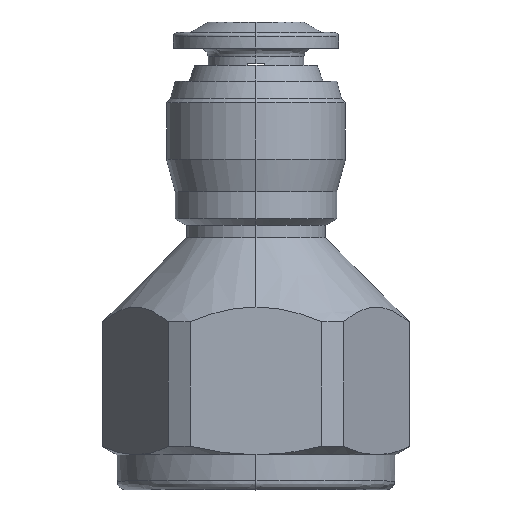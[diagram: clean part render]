
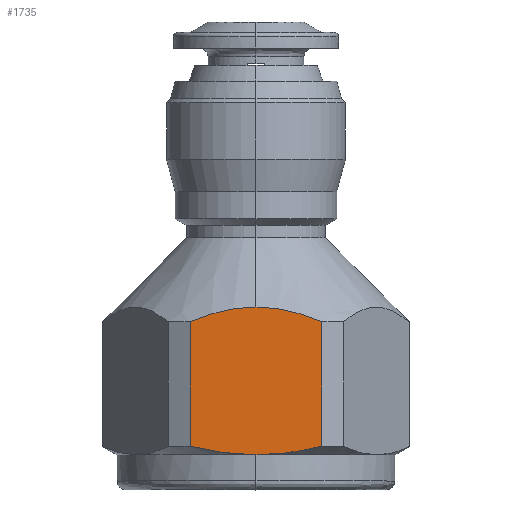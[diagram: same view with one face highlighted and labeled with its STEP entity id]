
A CAD part, top view. The second image highlights one B-rep face of the part: STEP entity #1735.
In plain terms, the highlighted free-form (B-spline) face has degree [1, 1] with [2, 2] control points.
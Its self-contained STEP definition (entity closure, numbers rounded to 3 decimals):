
#19 = EDGE_CURVE ( 'NONE', #2231, #2303, #1720, .T. ) ;
#35 = CARTESIAN_POINT ( 'NONE',  ( 3.785, 9.65, 8. ) ) ;
#100 = CARTESIAN_POINT ( 'NONE',  ( -1.136, 10.421, 8. ) ) ;
#114 = CARTESIAN_POINT ( 'NONE',  ( -3.785, 2.491, 8. ) ) ;
#121 = CARTESIAN_POINT ( 'NONE',  ( 0.324, 10.5, 8. ) ) ;
#133 = CARTESIAN_POINT ( 'NONE',  ( -0.407, 10.493, 8. ) ) ;
#146 = CARTESIAN_POINT ( 'NONE',  ( -2.98, 2.305, 8. ) ) ;
#165 = B_SPLINE_CURVE_WITH_KNOTS ( 'NONE', 3,
 ( #556, #1835, #2369, #2864, #2913, #2875, #1615, #1917, #615, #2632, #2132, #398, #897, #352, #1387, #861, #121, #1642 ),
 .UNSPECIFIED., .F., .F.,
 ( 4, 1, 1, 1, 1, 2, 2, 1, 1, 2, 2, 4 ),
 ( 0., 0.25, 0.375, 0.438, 0.469, 0.484, 0.5, 0.625, 0.688, 0.719, 0.75, 1. ),
 .UNSPECIFIED. ) ;
#177 = CARTESIAN_POINT ( 'NONE',  ( 1.874, 2.125, 8. ) ) ;
#186 = CARTESIAN_POINT ( 'NONE',  ( 1.895, 2.128, 8. ) ) ;
#352 = CARTESIAN_POINT ( 'NONE',  ( 1.054, 10.431, 8. ) ) ;
#368 = VERTEX_POINT ( 'NONE', #1395 ) ;
#375 = CARTESIAN_POINT ( 'NONE',  ( -3.145, 9.923, 8. ) ) ;
#378 = CARTESIAN_POINT ( 'NONE',  ( -2.167, 2.166, 8. ) ) ;
#396 = CARTESIAN_POINT ( 'NONE',  ( -1.916, 10.274, 8. ) ) ;
#398 = CARTESIAN_POINT ( 'NONE',  ( 1.252, 10.403, 8. ) ) ;
#412 = CARTESIAN_POINT ( 'NONE',  ( 1.35, 2.064, 8. ) ) ;
#556 = CARTESIAN_POINT ( 'NONE',  ( 3.785, 9.65, 8. ) ) ;
#606 = CARTESIAN_POINT ( 'NONE',  ( -1.94, 2.134, 8. ) ) ;
#612 = CARTESIAN_POINT ( 'NONE',  ( -1.894, 10.279, 8. ) ) ;
#615 = CARTESIAN_POINT ( 'NONE',  ( 1.951, 10.265, 8. ) ) ;
#718 = CARTESIAN_POINT ( 'NONE',  ( -3.785, 9.65, 8. ) ) ;
#851 = CARTESIAN_POINT ( 'NONE',  ( -1.922, 2.131, 8. ) ) ;
#857 = CARTESIAN_POINT ( 'NONE',  ( -0.815, 10.459, 8. ) ) ;
#861 = CARTESIAN_POINT ( 'NONE',  ( 0.649, 10.48, 8. ) ) ;
#897 = CARTESIAN_POINT ( 'NONE',  ( 1.133, 10.42, 8. ) ) ;
#950 = VERTEX_POINT ( 'NONE', #1969 ) ;
#1090 = B_SPLINE_CURVE_WITH_KNOTS ( 'NONE', 1,
 ( #718, #3242 ),
 .UNSPECIFIED., .F., .F.,
 ( 2, 2 ),
 ( 0., 1. ),
 .UNSPECIFIED. ) ;
#1130 = CARTESIAN_POINT ( 'NONE',  ( -2.034, 2.147, 8. ) ) ;
#1135 = CARTESIAN_POINT ( 'NONE',  ( -1.794, 10.302, 8. ) ) ;
#1152 = ORIENTED_EDGE ( 'NONE', *, *, #2941, .T. ) ;
#1230 = B_SPLINE_SURFACE_WITH_KNOTS ( 'NONE', 1, 1, ( 
 ( #1397, #3155 ),
 ( #1916, #1893 ) ),
 .UNSPECIFIED., .F., .F., .F.,
 ( 2, 2 ),
 ( 2, 2 ),
 ( 0., 1. ),
 ( 0., 1. ),
 .UNSPECIFIED. ) ;
#1239 = CARTESIAN_POINT ( 'NONE',  ( 0., 2., 8. ) ) ;
#1385 = B_SPLINE_CURVE_WITH_KNOTS ( 'NONE', 1,
 ( #2428, #3182 ),
 .UNSPECIFIED., .F., .F.,
 ( 2, 2 ),
 ( 0., 1. ),
 .UNSPECIFIED. ) ;
#1387 = CARTESIAN_POINT ( 'NONE',  ( 1.016, 10.436, 8. ) ) ;
#1395 = CARTESIAN_POINT ( 'NONE',  ( -3.785, 2.491, 8. ) ) ;
#1397 = CARTESIAN_POINT ( 'NONE',  ( -3.785, 1.949, 8. ) ) ;
#1399 = EDGE_CURVE ( 'NONE', #368, #1626, #2318, .T. ) ;
#1450 = EDGE_LOOP ( 'NONE', ( #2347, #2563, #2248, #1569, #3042, #1152 ) ) ;
#1531 = CARTESIAN_POINT ( 'NONE',  ( -3.785, 9.65, 8. ) ) ;
#1569 = ORIENTED_EDGE ( 'NONE', *, *, #1860, .T. ) ;
#1611 = CARTESIAN_POINT ( 'NONE',  ( -3.785, 9.65, 8. ) ) ;
#1615 = CARTESIAN_POINT ( 'NONE',  ( 2.006, 10.252, 8. ) ) ;
#1619 = CARTESIAN_POINT ( 'NONE',  ( -2.436, 2.208, 8. ) ) ;
#1626 = VERTEX_POINT ( 'NONE', #1239 ) ;
#1633 = CARTESIAN_POINT ( 'NONE',  ( -0.625, 2., 8. ) ) ;
#1642 = CARTESIAN_POINT ( 'NONE',  ( 0., 10.5, 8. ) ) ;
#1664 = CARTESIAN_POINT ( 'NONE',  ( 1.631, 2.095, 8. ) ) ;
#1684 = CARTESIAN_POINT ( 'NONE',  ( 1.833, 2.12, 8. ) ) ;
#1720 = B_SPLINE_CURVE_WITH_KNOTS ( 'NONE', 3,
 ( #3129, #2422, #133, #2130, #857, #2377, #2640, #100, #1875, #2410, #1135, #2629, #612, #396, #2167, #375, #1611 ),
 .UNSPECIFIED., .F., .F.,
 ( 4, 1, 1, 2, 2, 1, 1, 1, 2, 2, 4 ),
 ( 0., 0.125, 0.187, 0.219, 0.25, 0.375, 0.437, 0.469, 0.484, 0.5, 1. ),
 .UNSPECIFIED. ) ;
#1735 = ADVANCED_FACE ( 'NONE', ( #1952 ), #1230, .T. ) ;
#1835 = CARTESIAN_POINT ( 'NONE',  ( 3.464, 9.787, 8. ) ) ;
#1860 = EDGE_CURVE ( 'NONE', #2303, #368, #1090, .T. ) ;
#1875 = CARTESIAN_POINT ( 'NONE',  ( -1.374, 10.386, 8. ) ) ;
#1893 = CARTESIAN_POINT ( 'NONE',  ( 3.785, 10.551, 8. ) ) ;
#1916 = CARTESIAN_POINT ( 'NONE',  ( 3.785, 1.949, 8. ) ) ;
#1917 = CARTESIAN_POINT ( 'NONE',  ( 1.968, 10.261, 8. ) ) ;
#1927 = CARTESIAN_POINT ( 'NONE',  ( 0., 2., 8. ) ) ;
#1952 = FACE_OUTER_BOUND ( 'NONE', #1450, .T. ) ;
#1969 = CARTESIAN_POINT ( 'NONE',  ( 3.785, 2.491, 8. ) ) ;
#2034 = B_SPLINE_CURVE_WITH_KNOTS ( 'NONE', 3,
 ( #1927, #3168, #2674, #412, #1664, #2943, #1684, #177, #186, #2692, #2444, #3221 ),
 .UNSPECIFIED., .F., .F.,
 ( 4, 1, 1, 1, 1, 2, 2, 4 ),
 ( 0., 0.25, 0.375, 0.437, 0.469, 0.484, 0.5, 1. ),
 .UNSPECIFIED. ) ;
#2126 = CARTESIAN_POINT ( 'NONE',  ( -1.977, 2.139, 8. ) ) ;
#2130 = CARTESIAN_POINT ( 'NONE',  ( -0.692, 10.471, 8. ) ) ;
#2132 = CARTESIAN_POINT ( 'NONE',  ( 1.53, 10.358, 8. ) ) ;
#2147 = CARTESIAN_POINT ( 'NONE',  ( -3.459, 2.41, 8. ) ) ;
#2148 = EDGE_CURVE ( 'NONE', #950, #3055, #1385, .T. ) ;
#2161 = CARTESIAN_POINT ( 'NONE',  ( 0., 2., 8. ) ) ;
#2167 = CARTESIAN_POINT ( 'NONE',  ( -2.529, 10.13, 8. ) ) ;
#2231 = VERTEX_POINT ( 'NONE', #2790 ) ;
#2248 = ORIENTED_EDGE ( 'NONE', *, *, #19, .T. ) ;
#2303 = VERTEX_POINT ( 'NONE', #1531 ) ;
#2318 = B_SPLINE_CURVE_WITH_KNOTS ( 'NONE', 3,
 ( #114, #2147, #146, #1619, #378, #1130, #2126, #606, #851, #2373, #1633, #2161 ),
 .UNSPECIFIED., .F., .F.,
 ( 4, 1, 1, 1, 1, 2, 2, 4 ),
 ( 0., 0.25, 0.375, 0.438, 0.469, 0.484, 0.5, 1. ),
 .UNSPECIFIED. ) ;
#2347 = ORIENTED_EDGE ( 'NONE', *, *, #2148, .T. ) ;
#2369 = CARTESIAN_POINT ( 'NONE',  ( 2.993, 9.967, 8. ) ) ;
#2373 = CARTESIAN_POINT ( 'NONE',  ( -1.259, 2.043, 8. ) ) ;
#2377 = CARTESIAN_POINT ( 'NONE',  ( -0.897, 10.45, 8. ) ) ;
#2410 = CARTESIAN_POINT ( 'NONE',  ( -1.653, 10.332, 8. ) ) ;
#2422 = CARTESIAN_POINT ( 'NONE',  ( -0.163, 10.5, 8. ) ) ;
#2428 = CARTESIAN_POINT ( 'NONE',  ( 3.785, 2.491, 8. ) ) ;
#2444 = CARTESIAN_POINT ( 'NONE',  ( 3.138, 2.331, 8. ) ) ;
#2563 = ORIENTED_EDGE ( 'NONE', *, *, #3128, .T. ) ;
#2629 = CARTESIAN_POINT ( 'NONE',  ( -1.854, 10.288, 8. ) ) ;
#2632 = CARTESIAN_POINT ( 'NONE',  ( 1.77, 10.308, 8. ) ) ;
#2640 = CARTESIAN_POINT ( 'NONE',  ( -0.939, 10.445, 8. ) ) ;
#2674 = CARTESIAN_POINT ( 'NONE',  ( 0.79, 2.016, 8. ) ) ;
#2692 = CARTESIAN_POINT ( 'NONE',  ( 2.515, 2.211, 8. ) ) ;
#2790 = CARTESIAN_POINT ( 'NONE',  ( 0., 10.5, 8. ) ) ;
#2864 = CARTESIAN_POINT ( 'NONE',  ( 2.457, 10.133, 8. ) ) ;
#2875 = CARTESIAN_POINT ( 'NONE',  ( 2.062, 10.239, 8. ) ) ;
#2913 = CARTESIAN_POINT ( 'NONE',  ( 2.193, 10.205, 8. ) ) ;
#2941 = EDGE_CURVE ( 'NONE', #1626, #950, #2034, .T. ) ;
#2943 = CARTESIAN_POINT ( 'NONE',  ( 1.773, 2.112, 8. ) ) ;
#3042 = ORIENTED_EDGE ( 'NONE', *, *, #1399, .T. ) ;
#3055 = VERTEX_POINT ( 'NONE', #35 ) ;
#3128 = EDGE_CURVE ( 'NONE', #3055, #2231, #165, .T. ) ;
#3129 = CARTESIAN_POINT ( 'NONE',  ( 0., 10.5, 8. ) ) ;
#3155 = CARTESIAN_POINT ( 'NONE',  ( -3.785, 10.551, 8. ) ) ;
#3168 = CARTESIAN_POINT ( 'NONE',  ( 0.315, 2., 8. ) ) ;
#3182 = CARTESIAN_POINT ( 'NONE',  ( 3.785, 9.65, 8. ) ) ;
#3221 = CARTESIAN_POINT ( 'NONE',  ( 3.785, 2.491, 8. ) ) ;
#3242 = CARTESIAN_POINT ( 'NONE',  ( -3.785, 2.491, 8. ) ) ;
